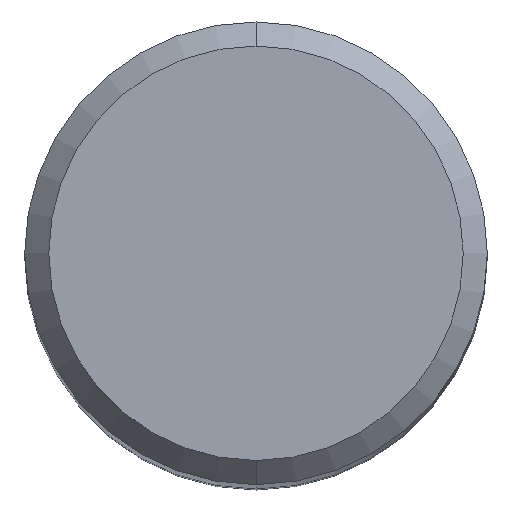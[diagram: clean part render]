
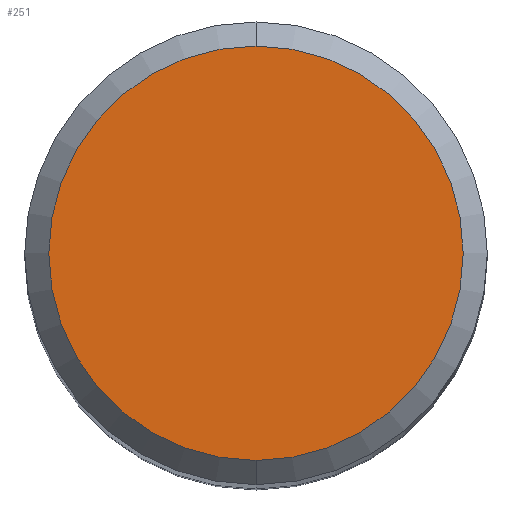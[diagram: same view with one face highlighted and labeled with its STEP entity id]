
A CAD part, top view. The second image highlights one B-rep face of the part: STEP entity #251.
In plain terms, the highlighted planar face has unit normal (0, 0, 1).
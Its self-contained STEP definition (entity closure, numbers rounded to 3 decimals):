
#207=VERTEX_POINT('',#445);
#213=VERTEX_POINT('',#451);
#227=EDGE_CURVE('',#213,#207,#466,.T.);
#251=ADVANCED_FACE('',(#495),#496,.T.);
#263=EDGE_CURVE('',#207,#213,#510,.T.);
#445=CARTESIAN_POINT('',(0.,-4.3,0.0));
#451=CARTESIAN_POINT('',(0.0,4.3,0.0));
#466=CIRCLE('',#749,4.3);
#495=FACE_OUTER_BOUND('',#783,.T.);
#496=PLANE('',#784);
#510=CIRCLE('',#802,4.3);
#749=AXIS2_PLACEMENT_3D('',#1041,#1042,#1043);
#783=EDGE_LOOP('',(#1095,#1096));
#784=AXIS2_PLACEMENT_3D('',#1097,#1098,#1099);
#802=AXIS2_PLACEMENT_3D('',#1125,#1126,#1127);
#1041=CARTESIAN_POINT('',(0.0,0.0,0.0));
#1042=DIRECTION('',(0.0,0.0,-1.0));
#1043=DIRECTION('',(0.0,1.0,0.0));
#1095=ORIENTED_EDGE('',*,*,#227,.F.);
#1096=ORIENTED_EDGE('',*,*,#263,.F.);
#1097=CARTESIAN_POINT('',(0.0,2.15,0.0));
#1098=DIRECTION('',(-0.0,0.0,1.0));
#1099=DIRECTION('',(0.0,-1.0,0.0));
#1125=CARTESIAN_POINT('',(0.0,0.0,0.0));
#1126=DIRECTION('',(0.0,0.0,-1.0));
#1127=DIRECTION('',(0.0,1.0,0.0));
